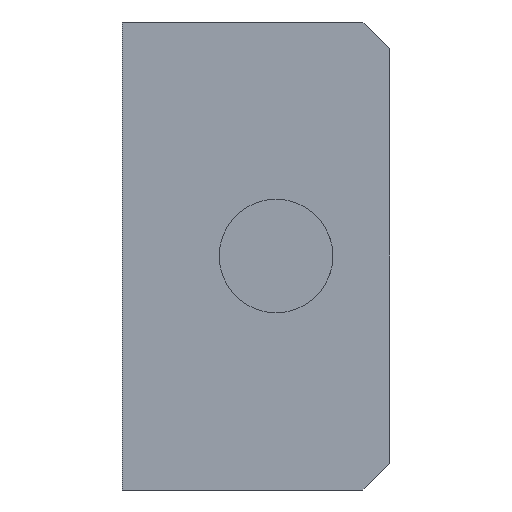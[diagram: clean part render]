
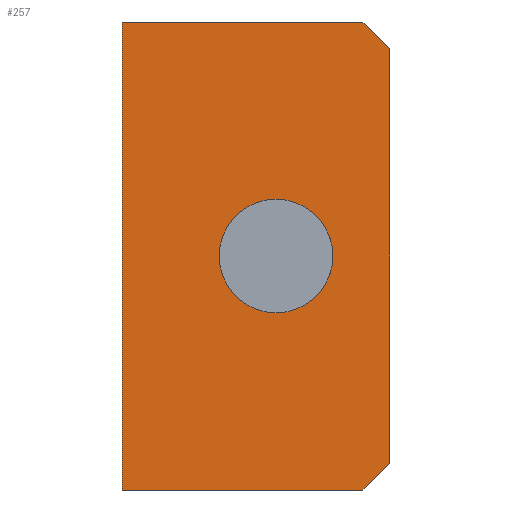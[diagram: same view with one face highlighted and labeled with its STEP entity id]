
A CAD part, front view. The second image highlights one B-rep face of the part: STEP entity #257.
In plain terms, the highlighted planar face has unit normal (0, -1, 0).
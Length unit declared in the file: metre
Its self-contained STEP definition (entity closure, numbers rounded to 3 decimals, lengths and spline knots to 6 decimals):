
#24=LINE('',#396,#48);
#26=LINE('',#400,#50);
#27=LINE('',#403,#51);
#28=LINE('',#404,#52);
#29=LINE('',#406,#53);
#30=LINE('',#408,#54);
#48=VECTOR('',#322,1.);
#50=VECTOR('',#326,1.);
#51=VECTOR('',#327,1.);
#52=VECTOR('',#328,1.);
#53=VECTOR('',#329,1.);
#54=VECTOR('',#330,1.);
#77=ORIENTED_EDGE('',*,*,#140,.F.);
#78=ORIENTED_EDGE('',*,*,#141,.T.);
#79=ORIENTED_EDGE('',*,*,#138,.T.);
#80=ORIENTED_EDGE('',*,*,#142,.F.);
#81=ORIENTED_EDGE('',*,*,#143,.F.);
#82=ORIENTED_EDGE('',*,*,#144,.T.);
#83=ORIENTED_EDGE('',*,*,#145,.F.);
#138=EDGE_CURVE('',#170,#169,#24,.T.);
#140=EDGE_CURVE('',#171,#172,#26,.T.);
#141=EDGE_CURVE('',#171,#170,#27,.F.);
#142=EDGE_CURVE('',#173,#169,#28,.T.);
#143=EDGE_CURVE('',#174,#173,#29,.T.);
#144=EDGE_CURVE('',#174,#172,#30,.T.);
#145=EDGE_CURVE('',#175,#175,#187,.T.);
#169=VERTEX_POINT('',#395);
#170=VERTEX_POINT('',#397);
#171=VERTEX_POINT('',#401);
#172=VERTEX_POINT('',#402);
#173=VERTEX_POINT('',#405);
#174=VERTEX_POINT('',#407);
#175=VERTEX_POINT('',#410);
#187=CIRCLE('',#288,0.00425);
#196=EDGE_LOOP('',(#77,#78,#79,#80,#81,#82));
#197=EDGE_LOOP('',(#83));
#222=FACE_BOUND('',#196,.T.);
#223=FACE_BOUND('',#197,.T.);
#246=PLANE('',#287);
#257=ADVANCED_FACE('',(#222,#223),#246,.T.);
#287=AXIS2_PLACEMENT_3D('',#399,#324,#325);
#288=AXIS2_PLACEMENT_3D('',#409,#331,#332);
#322=DIRECTION('',(-1.,0.,0.));
#324=DIRECTION('',(0.,-1.,0.));
#325=DIRECTION('',(0.,0.,-1.));
#326=DIRECTION('',(0.,0.,-1.));
#327=DIRECTION('',(0.707,0.,-0.707));
#328=DIRECTION('',(0.,0.,1.));
#329=DIRECTION('',(-1.,0.,0.));
#330=DIRECTION('',(0.707,0.,0.707));
#331=DIRECTION('',(0.,-1.,0.));
#332=DIRECTION('',(0.,0.,-1.));
#395=CARTESIAN_POINT('',(0.02,0.,0.035));
#396=CARTESIAN_POINT('',(0.027,0.,0.035));
#397=CARTESIAN_POINT('',(0.038,0.,0.035));
#399=CARTESIAN_POINT('',(0.027,0.,0.0175));
#400=CARTESIAN_POINT('',(0.04,0.,0.0175));
#401=CARTESIAN_POINT('',(0.04,0.,0.033));
#402=CARTESIAN_POINT('',(0.04,0.,0.002));
#403=CARTESIAN_POINT('',(0.04125,0.,0.03175));
#404=CARTESIAN_POINT('',(0.02,0.,0.0175));
#405=CARTESIAN_POINT('',(0.02,0.,0.));
#406=CARTESIAN_POINT('',(0.027,0.,0.));
#407=CARTESIAN_POINT('',(0.038,0.,0.));
#408=CARTESIAN_POINT('',(0.04125,0.,0.00325));
#409=CARTESIAN_POINT('',(0.0315,0.,0.0175));
#410=CARTESIAN_POINT('',(0.0315,0.,0.01325));
